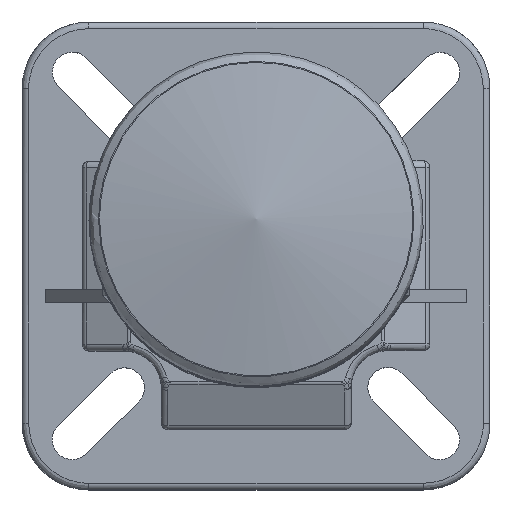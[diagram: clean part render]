
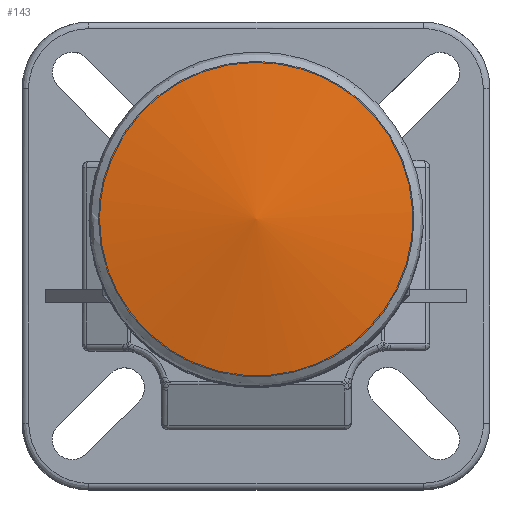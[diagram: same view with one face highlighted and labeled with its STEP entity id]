
A CAD part, top view. The second image highlights one B-rep face of the part: STEP entity #143.
In plain terms, the highlighted free-form (B-spline) face has degree [2, 2] with [3, 3] control points.
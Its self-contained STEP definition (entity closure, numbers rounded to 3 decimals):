
#92 = EDGE_CURVE('',#93,#93,#95,.T.);
#93 = VERTEX_POINT('',#94);
#94 = CARTESIAN_POINT('',(1.669,-321.813,389.782)
  );
#95 = ( BOUNDED_CURVE() B_SPLINE_CURVE(2,(#96,#97,#98,#99,#100,#101,#102
),.UNSPECIFIED.,.T.,.F.) B_SPLINE_CURVE_WITH_KNOTS((3,2,2,3),(
    4.712,6.807,8.901,10.996),
.PIECEWISE_BEZIER_KNOTS.) CURVE() GEOMETRIC_REPRESENTATION_ITEM() 
RATIONAL_B_SPLINE_CURVE((1.,0.5,1.,0.5,1.,0.5,1.)) REPRESENTATION_ITEM(
  '') );
#96 = CARTESIAN_POINT('',(1.669,-321.813,389.782)
  );
#97 = CARTESIAN_POINT('',(1.669,-370.151,389.782)
  );
#98 = CARTESIAN_POINT('',(43.53,-345.982,
    389.772));
#99 = CARTESIAN_POINT('',(85.392,-321.813,
    389.761));
#100 = CARTESIAN_POINT('',(43.53,-297.645,
    389.772));
#101 = CARTESIAN_POINT('',(1.669,-273.476,389.782)
  );
#102 = CARTESIAN_POINT('',(1.669,-321.813,389.782)
  );
#143 = ADVANCED_FACE('',(#144),#147,.T.);
#144 = FACE_BOUND('',#145,.T.);
#145 = EDGE_LOOP('',(#146));
#146 = ORIENTED_EDGE('',*,*,#92,.T.);
#147 = ( BOUNDED_SURFACE() B_SPLINE_SURFACE(2,2,(
    (#148,#149,#150)
    ,(#151,#152,#153)
    ,(#154,#155,#156
)),.UNSPECIFIED.,.F.,.F.,.F.) B_SPLINE_SURFACE_WITH_KNOTS((3,3),(3,3),(
    1.267,1.87),(-0.3,0.3),
.PIECEWISE_BEZIER_KNOTS.) GEOMETRIC_REPRESENTATION_ITEM() 
RATIONAL_B_SPLINE_SURFACE((
    (1.,0.955,1.)
    ,(0.955,0.912,0.955)
,(1.,0.955,1.))) REPRESENTATION_ITEM('') SURFACE() );
#148 = CARTESIAN_POINT('',(56.566,-293.812,
    385.617));
#149 = CARTESIAN_POINT('',(59.157,-321.813,
    393.893));
#150 = CARTESIAN_POINT('',(56.566,-349.815,
    385.617));
#151 = CARTESIAN_POINT('',(29.755,-293.812,
    394.01));
#152 = CARTESIAN_POINT('',(29.774,-321.813,
    403.091));
#153 = CARTESIAN_POINT('',(29.755,-349.815,
    394.01));
#154 = CARTESIAN_POINT('',(2.908,-293.812,
    385.73));
#155 = CARTESIAN_POINT('',(0.352,-321.813,394.017
    ));
#156 = CARTESIAN_POINT('',(2.908,-349.815,
    385.73));
